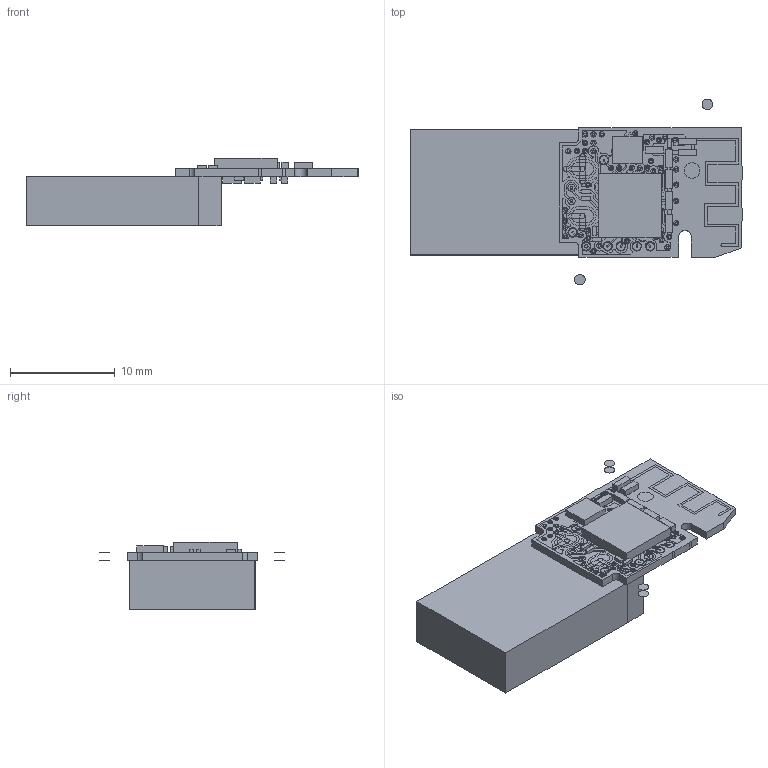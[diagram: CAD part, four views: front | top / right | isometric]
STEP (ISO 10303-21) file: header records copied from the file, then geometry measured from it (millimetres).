
FILE_DESCRIPTION(/* description */ ('PCB Design'),/* implementation_level */ '2;1');
FILE_NAME(/* name */ '607-100XXX-R01_STEP',/* time_stamp */ '2016-12-19T22:07:00-08:00',/* author */ ('flynnpr'),/* organization */ (''),/* preprocessor_version */ 'ST-DEVELOPER v15',/* originating_system */ 'allegro_16.6-2015S078',/* authorisation */ '');
FILE_SCHEMA (('AUTOMOTIVE_DESIGN'));
Length unit declared in the file: millimetre
Products named in the file (48): WIRELESS_RECEIVER; BOARD; EXTERNAL COPPER; TOP; PADS_TOP; CIRCLE_5000; CIRCLE_7000; RECT_10000X10000; CIRCLE_15000; CIRCLE_10200; OBLONG_26000X18000; RECT_3048X8636; RECT_8636X3048; CIRCLE_8000; RECT_6350X6350; RECT_3556X3048; TRACES_TOP; SHAPES_TOP; SHAPE_1_GND; SHAPE_2_GND; SHAPE_3_GND; SHAPE_4_GND; SHAPE_5_GND; BOTTOM; PADS_BOTTOM; CIRCLE_5080; RECT_13000X17000; RECT_5200X3000; RECT_5692X6350; RECT_5822X6350; TRACES_BOTTOM; SHAPES_BOTTOM; COMPONENTS; XTAL-425F35B016M0000; CON-629004113921; QFN32; SON6-TPD2E001DRY; TP-1_0MM; 0402; 0201
Assembly tree (281 placements, depth 5):
  WIRELESS_RECEIVER
    BOARD
    EXTERNAL COPPER
      TOP
        PADS_TOP
          CIRCLE_5000  x55
          CIRCLE_7000  x2
          RECT_10000X10000  x4
          CIRCLE_15000
          CIRCLE_10200  x2
          OBLONG_26000X18000  x2
          RECT_3048X8636  x16
          RECT_8636X3048  x16
          CIRCLE_8000  x7
          RECT_6350X6350  x14
          RECT_3556X3048  x10
        TRACES_TOP
        SHAPES_TOP
          SHAPE_1_GND
          SHAPE_2_GND
          SHAPE_3_GND
          SHAPE_4_GND
          SHAPE_5_GND
      BOTTOM
        PADS_BOTTOM
          CIRCLE_5080  x16
          CIRCLE_5000  x41
          CIRCLE_15000
          CIRCLE_10200  x2
          OBLONG_26000X18000  x2
          RECT_13000X17000  x4
          RECT_5200X3000  x6
          RECT_6350X6350  x4
          RECT_5692X6350
          RECT_5822X6350
          RECT_3556X3048  x20
        TRACES_BOTTOM
        SHAPES_BOTTOM
          SHAPE_1_GND
          SHAPE_2_GND
    COMPONENTS
      XTAL-425F35B016M0000
      CON-629004113921
      QFN32
      SON6-TPD2E001DRY
      TP-1_0MM  x7
      0402  x10
      0201  x15
Bounding box: 31.75 x 17.78 x 6.49 mm (x, y, z)
Surface area: 1667.3 mm2 (no closed solid volume)
Topology: 0 solids, 394 shells, 719 faces, 2604 edges, 2219 vertices
Faces by surface type: plane 574, cylinder 145
Entity records: 19883 total; most frequent: CARTESIAN_POINT 2854, ORIENTED_EDGE 2281, VERTEX_POINT 1835, EDGE_CURVE 1797, DIRECTION 1755, AXIS2_PLACEMENT_3D 1536, VECTOR 1175, LINE 1175
